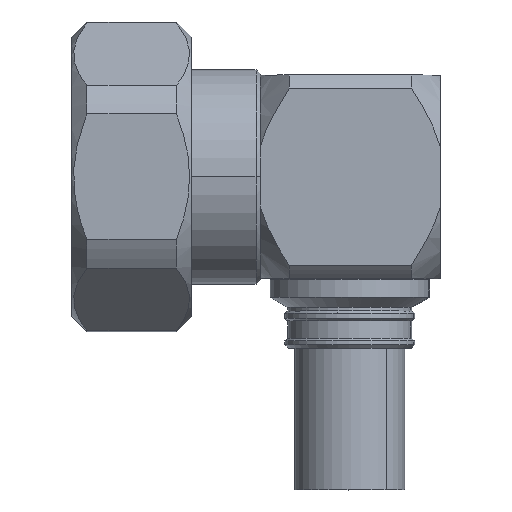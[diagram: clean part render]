
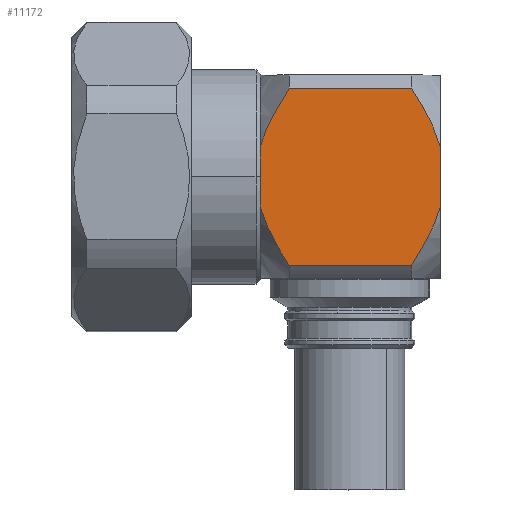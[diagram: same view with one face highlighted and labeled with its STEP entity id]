
A CAD part, top view. The second image highlights one B-rep face of the part: STEP entity #11172.
In plain terms, the highlighted planar face has unit normal (0, 0, 1).
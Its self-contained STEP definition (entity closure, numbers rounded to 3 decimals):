
#139 = CARTESIAN_POINT ( 'NONE',  ( 8.673, -8.985, 11.5 ) ) ;
#191 = VERTEX_POINT ( 'NONE', #13983 ) ;
#265 = DIRECTION ( 'NONE',  ( -1., 0., 0. ) ) ;
#317 = VERTEX_POINT ( 'NONE', #9285 ) ;
#383 = CARTESIAN_POINT ( 'NONE',  ( 26.4, -3.428, 11.5 ) ) ;
#914 = DIRECTION ( 'NONE',  ( 1., 0., 0. ) ) ;
#1091 = CARTESIAN_POINT ( 'NONE',  ( 25.578, 5.747, 11.5 ) ) ;
#1130 = VERTEX_POINT ( 'NONE', #5688 ) ;
#1173 = CARTESIAN_POINT ( 'NONE',  ( 6.1, 3.428, 11.5 ) ) ;
#1317 = ORIENTED_EDGE ( 'NONE', *, *, #3723, .T. ) ;
#1690 = VERTEX_POINT ( 'NONE', #15994 ) ;
#1829 = EDGE_CURVE ( 'NONE', #317, #3203, #4594, .T. ) ;
#1915 = CARTESIAN_POINT ( 'NONE',  ( 26.4, 12., 11.5 ) ) ;
#2030 = ORIENTED_EDGE ( 'NONE', *, *, #7016, .T. ) ;
#2089 = VECTOR ( 'NONE', #9136, 1000. ) ;
#2172 = ORIENTED_EDGE ( 'NONE', *, *, #17677, .T. ) ;
#2484 = CARTESIAN_POINT ( 'NONE',  ( 23.15, 10.016, 11.5 ) ) ;
#2679 = EDGE_CURVE ( 'NONE', #4344, #1690, #8131, .T. ) ;
#2908 = CARTESIAN_POINT ( 'NONE',  ( 9.35, -10.016, 11.5 ) ) ;
#2917 = AXIS2_PLACEMENT_3D ( 'NONE', #5202, #9524, #914 ) ;
#2985 = CARTESIAN_POINT ( 'NONE',  ( 9.35, 10.016, 11.5 ) ) ;
#3203 = VERTEX_POINT ( 'NONE', #15507 ) ;
#3723 = EDGE_CURVE ( 'NONE', #1690, #317, #12365, .T. ) ;
#4255 = CARTESIAN_POINT ( 'NONE',  ( 8.037, -7.929, 11.5 ) ) ;
#4344 = VERTEX_POINT ( 'NONE', #1173 ) ;
#4443 = CARTESIAN_POINT ( 'NONE',  ( 8.039, 7.932, 11.5 ) ) ;
#4533 = VECTOR ( 'NONE', #10473, 1000. ) ;
#4594 = LINE ( 'NONE', #18306, #8623 ) ;
#5202 = CARTESIAN_POINT ( 'NONE',  ( 6.1, 11.5, 11.5 ) ) ;
#5567 = EDGE_CURVE ( 'NONE', #3203, #1130, #10789, .T. ) ;
#5688 = CARTESIAN_POINT ( 'NONE',  ( 9.35, -10.016, 11.5 ) ) ;
#5697 = CARTESIAN_POINT ( 'NONE',  ( 23.15, -10.016, 11.5 ) ) ;
#5921 = CARTESIAN_POINT ( 'NONE',  ( 8.673, 8.985, 11.5 ) ) ;
#6412 = VECTOR ( 'NONE', #265, 1000. ) ;
#6435 = B_SPLINE_CURVE_WITH_KNOTS ( 'NONE', 3,
 ( #5697, #8387, #8656, #7069, #11483, #11551 ),
 .UNSPECIFIED., .F., .F.,
 ( 4, 2, 4 ),
 ( 0., 0.004, 0.007 ),
 .UNSPECIFIED. ) ;
#6941 = VERTEX_POINT ( 'NONE', #2985 ) ;
#7016 = EDGE_CURVE ( 'NONE', #15867, #6941, #10242, .T. ) ;
#7065 = FACE_OUTER_BOUND ( 'NONE', #15153, .T. ) ;
#7069 = CARTESIAN_POINT ( 'NONE',  ( 25.576, -5.752, 11.5 ) ) ;
#7254 = CARTESIAN_POINT ( 'NONE',  ( 9.35, 10.016, 11.5 ) ) ;
#7412 = CARTESIAN_POINT ( 'NONE',  ( 6.1, -10.016, 11.5 ) ) ;
#7710 = EDGE_CURVE ( 'NONE', #7776, #16652, #6435, .T. ) ;
#7776 = VERTEX_POINT ( 'NONE', #15915 ) ;
#8131 = LINE ( 'NONE', #12329, #12380 ) ;
#8262 = ORIENTED_EDGE ( 'NONE', *, *, #1829, .T. ) ;
#8387 = CARTESIAN_POINT ( 'NONE',  ( 23.827, -8.985, 11.5 ) ) ;
#8623 = VECTOR ( 'NONE', #10379, 1000. ) ;
#8656 = CARTESIAN_POINT ( 'NONE',  ( 24.461, -7.932, 11.5 ) ) ;
#8762 = CARTESIAN_POINT ( 'NONE',  ( 6.924, 5.752, 11.5 ) ) ;
#8865 = DIRECTION ( 'NONE',  ( 1., 0., 0. ) ) ;
#9136 = DIRECTION ( 'NONE',  ( 0., 1., 0. ) ) ;
#9285 = CARTESIAN_POINT ( 'NONE',  ( 6.1, -1.52, 11.5 ) ) ;
#9394 = PLANE ( 'NONE',  #2917 ) ;
#9524 = DIRECTION ( 'NONE',  ( 0., 0., 1. ) ) ;
#9588 = CARTESIAN_POINT ( 'NONE',  ( 26.4, 3.428, 11.5 ) ) ;
#9943 = CARTESIAN_POINT ( 'NONE',  ( 6.1, -3.428, 11.5 ) ) ;
#10006 = CARTESIAN_POINT ( 'NONE',  ( 6.922, -5.747, 11.5 ) ) ;
#10242 = LINE ( 'NONE', #11722, #6412 ) ;
#10379 = DIRECTION ( 'NONE',  ( 0., -1., 0. ) ) ;
#10473 = DIRECTION ( 'NONE',  ( 0., -1., 0. ) ) ;
#10789 = B_SPLINE_CURVE_WITH_KNOTS ( 'NONE', 3,
 ( #9943, #17006, #10006, #4255, #139, #2908 ),
 .UNSPECIFIED., .F., .F.,
 ( 4, 2, 4 ),
 ( 0., 0.004, 0.007 ),
 .UNSPECIFIED. ) ;
#11035 = CARTESIAN_POINT ( 'NONE',  ( 23.827, 8.985, 11.5 ) ) ;
#11172 = ADVANCED_FACE ( 'NONE', ( #7065 ), #9394, .T. ) ;
#11483 = CARTESIAN_POINT ( 'NONE',  ( 26.058, -4.624, 11.5 ) ) ;
#11551 = CARTESIAN_POINT ( 'NONE',  ( 26.4, -3.428, 11.5 ) ) ;
#11722 = CARTESIAN_POINT ( 'NONE',  ( 6.1, 10.016, 11.5 ) ) ;
#11981 = CARTESIAN_POINT ( 'NONE',  ( 23.15, 10.016, 11.5 ) ) ;
#12116 = VECTOR ( 'NONE', #8865, 1000. ) ;
#12329 = CARTESIAN_POINT ( 'NONE',  ( 6.1, 9.4, 11.5 ) ) ;
#12334 = CARTESIAN_POINT ( 'NONE',  ( 26.059, 4.621, 11.5 ) ) ;
#12365 = LINE ( 'NONE', #17693, #4533 ) ;
#12380 = VECTOR ( 'NONE', #13721, 1000. ) ;
#12898 = ORIENTED_EDGE ( 'NONE', *, *, #16019, .T. ) ;
#13096 = EDGE_CURVE ( 'NONE', #6941, #4344, #14499, .T. ) ;
#13604 = CARTESIAN_POINT ( 'NONE',  ( 24.463, 7.929, 11.5 ) ) ;
#13721 = DIRECTION ( 'NONE',  ( 0., -1., 0. ) ) ;
#13854 = LINE ( 'NONE', #1915, #2089 ) ;
#13983 = CARTESIAN_POINT ( 'NONE',  ( 26.4, 3.428, 11.5 ) ) ;
#14159 = B_SPLINE_CURVE_WITH_KNOTS ( 'NONE', 3,
 ( #9588, #12334, #1091, #13604, #11035, #2484 ),
 .UNSPECIFIED., .F., .F.,
 ( 4, 2, 4 ),
 ( 0., 0.004, 0.007 ),
 .UNSPECIFIED. ) ;
#14180 = ORIENTED_EDGE ( 'NONE', *, *, #7710, .T. ) ;
#14334 = CARTESIAN_POINT ( 'NONE',  ( 6.1, 3.428, 11.5 ) ) ;
#14499 = B_SPLINE_CURVE_WITH_KNOTS ( 'NONE', 3,
 ( #7254, #5921, #4443, #8762, #15732, #14334 ),
 .UNSPECIFIED., .F., .F.,
 ( 4, 2, 4 ),
 ( 0., 0.004, 0.007 ),
 .UNSPECIFIED. ) ;
#14583 = EDGE_CURVE ( 'NONE', #16652, #191, #13854, .T. ) ;
#15153 = EDGE_LOOP ( 'NONE', ( #16184, #15816, #1317, #8262, #16572, #2172, #14180, #17601, #12898, #2030 ) ) ;
#15507 = CARTESIAN_POINT ( 'NONE',  ( 6.1, -3.428, 11.5 ) ) ;
#15732 = CARTESIAN_POINT ( 'NONE',  ( 6.442, 4.624, 11.5 ) ) ;
#15816 = ORIENTED_EDGE ( 'NONE', *, *, #2679, .T. ) ;
#15867 = VERTEX_POINT ( 'NONE', #11981 ) ;
#15915 = CARTESIAN_POINT ( 'NONE',  ( 23.15, -10.016, 11.5 ) ) ;
#15994 = CARTESIAN_POINT ( 'NONE',  ( 6.1, 1.52, 11.5 ) ) ;
#16019 = EDGE_CURVE ( 'NONE', #191, #15867, #14159, .T. ) ;
#16184 = ORIENTED_EDGE ( 'NONE', *, *, #13096, .T. ) ;
#16249 = LINE ( 'NONE', #7412, #12116 ) ;
#16572 = ORIENTED_EDGE ( 'NONE', *, *, #5567, .T. ) ;
#16652 = VERTEX_POINT ( 'NONE', #383 ) ;
#17006 = CARTESIAN_POINT ( 'NONE',  ( 6.441, -4.621, 11.5 ) ) ;
#17601 = ORIENTED_EDGE ( 'NONE', *, *, #14583, .T. ) ;
#17677 = EDGE_CURVE ( 'NONE', #1130, #7776, #16249, .T. ) ;
#17693 = CARTESIAN_POINT ( 'NONE',  ( 6.1, 9.4, 11.5 ) ) ;
#18306 = CARTESIAN_POINT ( 'NONE',  ( 6.1, 9.4, 11.5 ) ) ;
